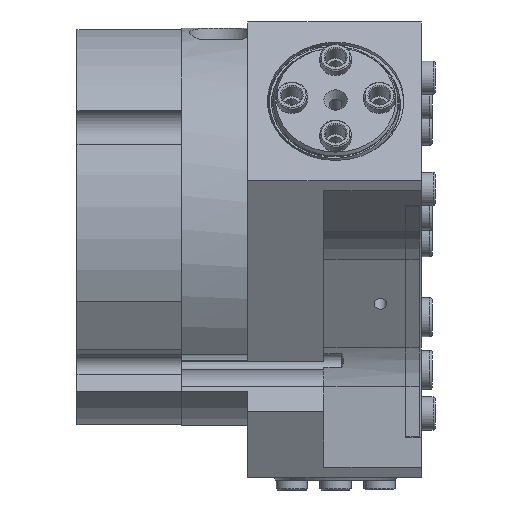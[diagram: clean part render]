
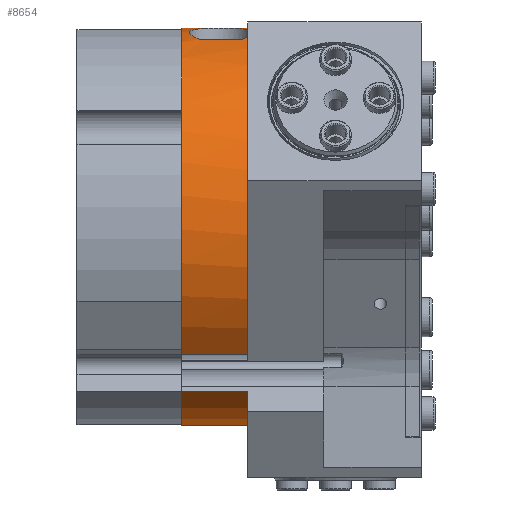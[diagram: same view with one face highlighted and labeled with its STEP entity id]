
A CAD part, left-side view. The second image highlights one B-rep face of the part: STEP entity #8654.
In plain terms, the highlighted cylindrical face has radius 51 mm (diameter 102 mm), a partial arc.
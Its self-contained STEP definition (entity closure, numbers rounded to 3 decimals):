
#254=B_SPLINE_CURVE_WITH_KNOTS('',3,(#14555,#14556,#14557,#14558,#14559,
#14560,#14561,#14562,#14563,#14564,#14565,#14566,#14567,#14568,#14569,#14570,
#14571,#14572,#14573,#14574,#14575,#14576),.UNSPECIFIED.,.F.,.F.,(4,2,2,
2,2,2,2,2,2,2,4),(1.625,1.843,2.144,2.445,
2.746,3.048,3.353,3.658,3.972,
4.286,4.367),.UNSPECIFIED.);
#255=B_SPLINE_CURVE_WITH_KNOTS('',3,(#14580,#14581,#14582,#14583,#14584,
#14585),.UNSPECIFIED.,.F.,.F.,(4,2,4),(0.524,0.604,
0.834),.UNSPECIFIED.);
#256=B_SPLINE_CURVE_WITH_KNOTS('',3,(#14592,#14593,#14594,#14595,#14596,
#14597),.UNSPECIFIED.,.F.,.F.,(4,2,4),(1.611,1.841,
1.922),.UNSPECIFIED.);
#257=B_SPLINE_CURVE_WITH_KNOTS('',3,(#14602,#14603,#14604,#14605,#14606,
#14607,#14608,#14609,#14610,#14611,#14612,#14613,#14614,#14615,#14616,#14617,
#14618,#14619,#14620,#14621,#14622,#14623,#14624),.UNSPECIFIED.,.F.,.F.,
(4,2,2,2,2,2,2,3,2,2,4),(-1.922,-1.841,-1.527,
-1.213,-0.908,-0.602,-0.301,
0.,0.301,0.602,0.821),.UNSPECIFIED.);
#919=CYLINDRICAL_SURFACE('',#9692,51.);
#1253=FACE_OUTER_BOUND('',#1823,.T.);
#1823=EDGE_LOOP('',(#7002,#7003,#7004,#7005,#7006,#7007,#7008,#7009,#7010,
#7011,#7012,#7013));
#2500=LINE('',#14289,#3097);
#2521=LINE('',#14551,#3118);
#2523=LINE('',#14589,#3120);
#2525=LINE('',#14626,#3122);
#3097=VECTOR('',#11303,10.);
#3118=VECTOR('',#11428,10.);
#3120=VECTOR('',#11438,10.);
#3122=VECTOR('',#11448,10.);
#3601=CIRCLE('',#9571,51.);
#3602=CIRCLE('',#9574,51.);
#3637=CIRCLE('',#9655,51.);
#3662=CIRCLE('',#9693,51.);
#4214=VERTEX_POINT('',#14037);
#4215=VERTEX_POINT('',#14039);
#4223=VERTEX_POINT('',#14059);
#4224=VERTEX_POINT('',#14061);
#4276=VERTEX_POINT('',#14287);
#4288=VERTEX_POINT('',#14332);
#4316=VERTEX_POINT('',#14549);
#4317=VERTEX_POINT('',#14550);
#4318=VERTEX_POINT('',#14554);
#4320=VERTEX_POINT('',#14587);
#4321=VERTEX_POINT('',#14588);
#4323=VERTEX_POINT('',#14600);
#5134=EDGE_CURVE('',#4214,#4215,#3601,.T.);
#5145=EDGE_CURVE('',#4223,#4224,#3602,.T.);
#5234=EDGE_CURVE('',#4214,#4276,#2500,.T.);
#5256=EDGE_CURVE('',#4288,#4276,#3637,.T.);
#5295=EDGE_CURVE('',#4316,#4317,#2521,.T.);
#5297=EDGE_CURVE('',#4318,#4316,#254,.T.);
#5300=EDGE_CURVE('',#4317,#4215,#255,.T.);
#5301=EDGE_CURVE('',#4320,#4321,#2523,.T.);
#5303=EDGE_CURVE('',#4223,#4320,#256,.T.);
#5306=EDGE_CURVE('',#4321,#4323,#257,.T.);
#5307=EDGE_CURVE('',#4288,#4224,#2525,.T.);
#5308=EDGE_CURVE('',#4318,#4323,#3662,.T.);
#7002=ORIENTED_EDGE('',*,*,#5297,.T.);
#7003=ORIENTED_EDGE('',*,*,#5295,.T.);
#7004=ORIENTED_EDGE('',*,*,#5300,.T.);
#7005=ORIENTED_EDGE('',*,*,#5134,.F.);
#7006=ORIENTED_EDGE('',*,*,#5234,.T.);
#7007=ORIENTED_EDGE('',*,*,#5256,.F.);
#7008=ORIENTED_EDGE('',*,*,#5307,.T.);
#7009=ORIENTED_EDGE('',*,*,#5145,.F.);
#7010=ORIENTED_EDGE('',*,*,#5303,.T.);
#7011=ORIENTED_EDGE('',*,*,#5301,.T.);
#7012=ORIENTED_EDGE('',*,*,#5306,.T.);
#7013=ORIENTED_EDGE('',*,*,#5308,.F.);
#8654=ADVANCED_FACE('',(#1253),#919,.T.);
#9571=AXIS2_PLACEMENT_3D('',#14040,#11107,#11108);
#9574=AXIS2_PLACEMENT_3D('',#14062,#11123,#11124);
#9655=AXIS2_PLACEMENT_3D('',#14334,#11358,#11359);
#9692=AXIS2_PLACEMENT_3D('',#14625,#11446,#11447);
#9693=AXIS2_PLACEMENT_3D('',#14627,#11449,#11450);
#11107=DIRECTION('center_axis',(0.,1.,0.));
#11108=DIRECTION('ref_axis',(1.,0.,0.));
#11123=DIRECTION('center_axis',(0.,1.,0.));
#11124=DIRECTION('ref_axis',(1.,0.,0.));
#11303=DIRECTION('',(0.,-1.,0.));
#11358=DIRECTION('center_axis',(0.,-1.,0.));
#11359=DIRECTION('ref_axis',(1.,0.,0.));
#11428=DIRECTION('',(0.,1.,0.));
#11438=DIRECTION('',(0.,-1.,0.));
#11446=DIRECTION('center_axis',(0.,1.,0.));
#11447=DIRECTION('ref_axis',(-0.669,0.,0.743));
#11448=DIRECTION('',(0.,1.,0.));
#11449=DIRECTION('center_axis',(0.,1.,0.));
#11450=DIRECTION('ref_axis',(1.,0.,0.));
#14037=CARTESIAN_POINT('',(28.601,17.,-42.226));
#14039=CARTESIAN_POINT('',(-14.873,17.,48.783));
#14040=CARTESIAN_POINT('Origin',(0.,17.,0.));
#14059=CARTESIAN_POINT('',(14.873,17.,48.783));
#14061=CARTESIAN_POINT('',(39.005,17.,-32.858));
#14062=CARTESIAN_POINT('Origin',(0.,17.,0.));
#14287=CARTESIAN_POINT('',(28.601,0.,-42.226));
#14289=CARTESIAN_POINT('',(28.601,0.,-42.226));
#14332=CARTESIAN_POINT('',(39.005,0.,-32.858));
#14334=CARTESIAN_POINT('Origin',(0.,0.,0.));
#14549=CARTESIAN_POINT('',(-17.234,4.986,48.));
#14550=CARTESIAN_POINT('',(-17.234,15.014,48.));
#14551=CARTESIAN_POINT('',(-17.234,0.,48.));
#14554=CARTESIAN_POINT('',(-7.127,17.,50.5));
#14555=CARTESIAN_POINT('Ctrl Pts',(-7.127,17.,50.5));
#14556=CARTESIAN_POINT('Ctrl Pts',(-6.458,16.63,50.594));
#14557=CARTESIAN_POINT('Ctrl Pts',(-5.849,16.164,50.666));
#14558=CARTESIAN_POINT('Ctrl Pts',(-4.629,14.941,50.794));
#14559=CARTESIAN_POINT('Ctrl Pts',(-4.015,14.043,50.843));
#14560=CARTESIAN_POINT('Ctrl Pts',(-3.2,12.074,50.901));
#14561=CARTESIAN_POINT('Ctrl Pts',(-3.,11.004,50.912));
#14562=CARTESIAN_POINT('Ctrl Pts',(-3.,8.996,50.912));
#14563=CARTESIAN_POINT('Ctrl Pts',(-3.2,7.926,50.901));
#14564=CARTESIAN_POINT('Ctrl Pts',(-4.015,5.957,50.843));
#14565=CARTESIAN_POINT('Ctrl Pts',(-4.629,5.059,50.794));
#14566=CARTESIAN_POINT('Ctrl Pts',(-6.053,3.632,50.645));
#14567=CARTESIAN_POINT('Ctrl Pts',(-6.96,3.013,50.533));
#14568=CARTESIAN_POINT('Ctrl Pts',(-8.937,2.197,50.221));
#14569=CARTESIAN_POINT('Ctrl Pts',(-10.006,2.,50.019));
#14570=CARTESIAN_POINT('Ctrl Pts',(-12.022,2.,49.574));
#14571=CARTESIAN_POINT('Ctrl Pts',(-13.104,2.207,49.299));
#14572=CARTESIAN_POINT('Ctrl Pts',(-15.088,3.04,48.728));
#14573=CARTESIAN_POINT('Ctrl Pts',(-15.99,3.665,48.434));
#14574=CARTESIAN_POINT('Ctrl Pts',(-16.887,4.576,48.124));
#14575=CARTESIAN_POINT('Ctrl Pts',(-17.064,4.775,48.061));
#14576=CARTESIAN_POINT('Ctrl Pts',(-17.234,4.986,48.));
#14580=CARTESIAN_POINT('Ctrl Pts',(-17.234,15.014,48.));
#14581=CARTESIAN_POINT('Ctrl Pts',(-17.064,15.225,48.061));
#14582=CARTESIAN_POINT('Ctrl Pts',(-16.887,15.424,48.124));
#14583=CARTESIAN_POINT('Ctrl Pts',(-16.181,16.141,48.368));
#14584=CARTESIAN_POINT('Ctrl Pts',(-15.559,16.62,48.574));
#14585=CARTESIAN_POINT('Ctrl Pts',(-14.873,17.,48.783));
#14587=CARTESIAN_POINT('',(17.234,15.014,48.));
#14588=CARTESIAN_POINT('',(17.234,4.986,48.));
#14589=CARTESIAN_POINT('',(17.234,0.,48.));
#14592=CARTESIAN_POINT('Ctrl Pts',(14.873,17.,48.783));
#14593=CARTESIAN_POINT('Ctrl Pts',(15.559,16.62,48.574));
#14594=CARTESIAN_POINT('Ctrl Pts',(16.181,16.141,48.368));
#14595=CARTESIAN_POINT('Ctrl Pts',(16.887,15.424,48.124));
#14596=CARTESIAN_POINT('Ctrl Pts',(17.064,15.225,48.061));
#14597=CARTESIAN_POINT('Ctrl Pts',(17.234,15.014,48.));
#14600=CARTESIAN_POINT('',(7.127,17.,50.5));
#14602=CARTESIAN_POINT('Ctrl Pts',(17.234,4.986,48.));
#14603=CARTESIAN_POINT('Ctrl Pts',(17.064,4.775,48.061));
#14604=CARTESIAN_POINT('Ctrl Pts',(16.887,4.576,48.124));
#14605=CARTESIAN_POINT('Ctrl Pts',(15.99,3.665,48.434));
#14606=CARTESIAN_POINT('Ctrl Pts',(15.088,3.04,48.728));
#14607=CARTESIAN_POINT('Ctrl Pts',(13.104,2.207,49.299));
#14608=CARTESIAN_POINT('Ctrl Pts',(12.022,2.,49.574));
#14609=CARTESIAN_POINT('Ctrl Pts',(10.006,2.,50.019));
#14610=CARTESIAN_POINT('Ctrl Pts',(8.937,2.197,50.221));
#14611=CARTESIAN_POINT('Ctrl Pts',(6.96,3.013,50.533));
#14612=CARTESIAN_POINT('Ctrl Pts',(6.053,3.632,50.645));
#14613=CARTESIAN_POINT('Ctrl Pts',(4.629,5.059,50.794));
#14614=CARTESIAN_POINT('Ctrl Pts',(4.015,5.957,50.843));
#14615=CARTESIAN_POINT('Ctrl Pts',(3.2,7.926,50.901));
#14616=CARTESIAN_POINT('Ctrl Pts',(3.,8.996,50.912));
#14617=CARTESIAN_POINT('Ctrl Pts',(3.,10.,50.912));
#14618=CARTESIAN_POINT('Ctrl Pts',(3.,11.004,50.912));
#14619=CARTESIAN_POINT('Ctrl Pts',(3.2,12.074,50.901));
#14620=CARTESIAN_POINT('Ctrl Pts',(4.015,14.043,50.843));
#14621=CARTESIAN_POINT('Ctrl Pts',(4.629,14.941,50.794));
#14622=CARTESIAN_POINT('Ctrl Pts',(5.849,16.164,50.666));
#14623=CARTESIAN_POINT('Ctrl Pts',(6.458,16.63,50.594));
#14624=CARTESIAN_POINT('Ctrl Pts',(7.127,17.,50.5));
#14625=CARTESIAN_POINT('Origin',(0.,0.,0.));
#14626=CARTESIAN_POINT('',(39.005,0.,-32.858));
#14627=CARTESIAN_POINT('Origin',(0.,17.,0.));
